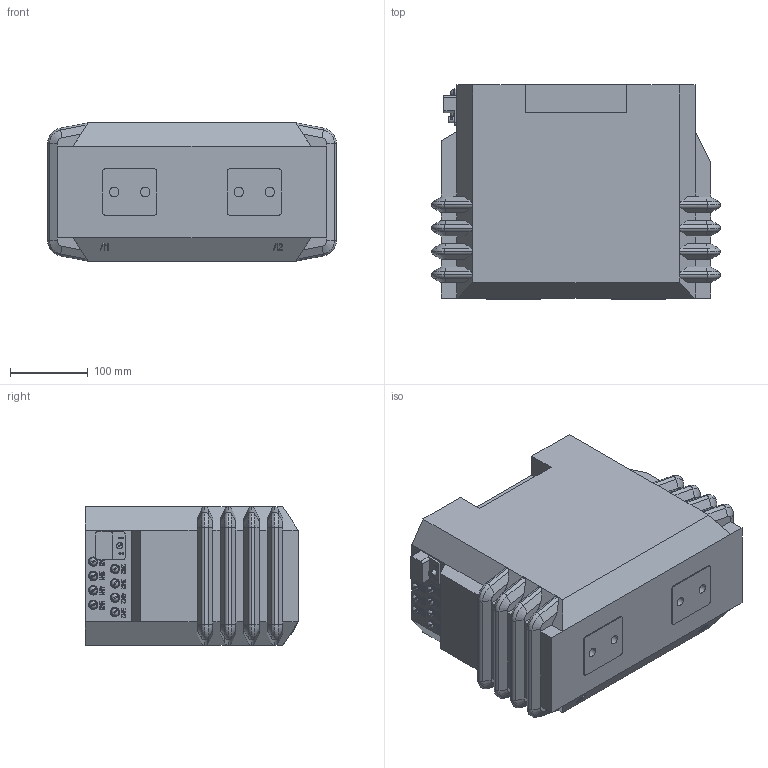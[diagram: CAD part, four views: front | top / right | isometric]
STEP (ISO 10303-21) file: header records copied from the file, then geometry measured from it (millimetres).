
FILE_DESCRIPTION(('STEP AP242'), '1');
FILE_NAME('ﾒﾋﾎ-24 ﾌ7ﾀﾑ 1500ﾀ', '', ('UNSPECIFIED'), ('UNSPECIFIED'), 'ASCON STEP Converter 1.6', 'ASCON Math Kernel', '');
FILE_SCHEMA(('AP242_MANAGED_MODEL_BASED_3D_ENGINEERING_MIM_LF { 1 0 10303 442 1 1 4 }'));
Length unit declared in the file: millimetre
Products named in the file (10): 鎗鵻罻 楟.8.211.004
Assembly tree (30 placements, depth 3):
  (unnamed)
    (unnamed)
    (unnamed)  x4
    (unnamed)
    鎗鵻罻 楟.8.211.004  x10
    (unnamed)
    (unnamed)  x10
      (unnamed)
      (unnamed)
      (unnamed)
Bounding box: 371 x 275 x 178 mm (x, y, z)
Volume: 15491438.8 mm3; surface area: 455438.5 mm2
Topology: 47 solids, 47 shells, 2588 faces, 6985 edges, 4556 vertices
Faces by surface type: cylinder 1512, plane 929, cone 83, torus 54, sphere 10
Full cylindrical faces by diameter (mm): 2 x4, 2.5 x1, 4 x10, 4.917 x10, 5 x12, 5.5 x1, 6 x10, 6.4 x10, 8 x1, 10 x20, 10.106 x4, 12 x14, 17 x8
Entity records: 91815 total; most frequent: CARTESIAN_POINT 14167, DIRECTION 13406, ORIENTED_EDGE 12228, EDGE_CURVE 6114, AXIS2_PLACEMENT_3D 5128, VERTEX_POINT 4046, LINE 3150, VECTOR 3150
